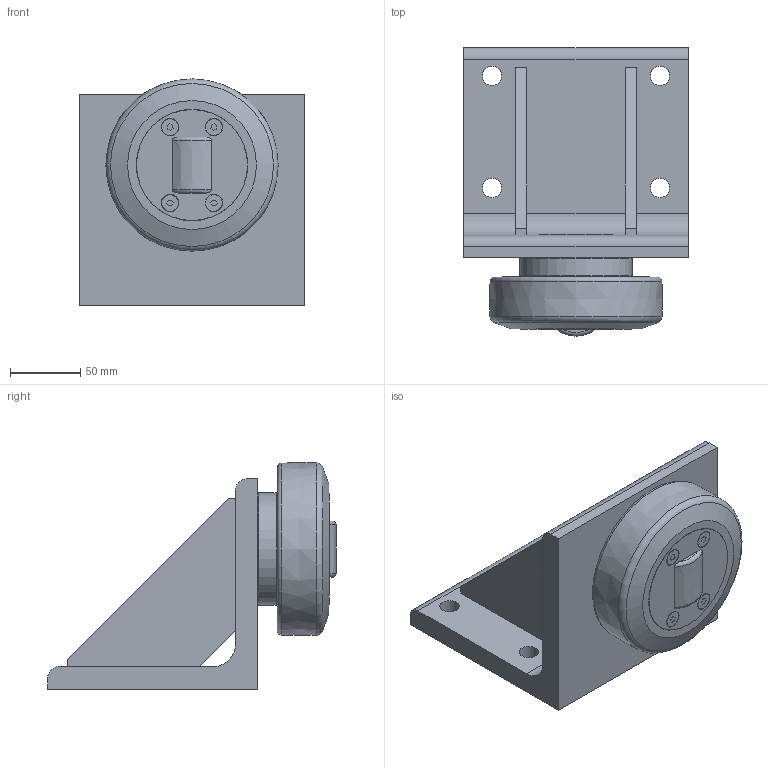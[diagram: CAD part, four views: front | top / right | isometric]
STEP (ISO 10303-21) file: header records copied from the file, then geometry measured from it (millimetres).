
FILE_DESCRIPTION(/* description */ ('-','CAx-IF Rec.Pracs.---Representation and Presentation of Product Manufacturing Information (PMI)---4.0---2014-10-13'),/* implementation_level */ '2;1');
FILE_NAME(/* name */ '92c1521b-8694-4206-b62d-10cc1c377cda.stp',/* time_stamp */ '2020-04-01T16:08:30+02:00',/* author */ ('-'),/* organization */ ('NTI CADcenter A/S'),/* preprocessor_version */ 'ST-DEVELOPER v18',/* originating_system */ 'Autodesk Inventor 2020',/* authorisation */ '-');
FILE_SCHEMA (('AP242_MANAGED_MODEL_BASED_3D_ENGINEERING_MIM_LF { 1 0 10303 442 1 1 4 }'));
Length unit declared in the file: millimetre
Products named in the file (1): HTR 120.0200 BW1200_Kontur
Bounding box: 160 x 206 x 161.5 mm (x, y, z)
Volume: 1337994 mm3; surface area: 164047.2 mm2
Topology: 1 solids, 1 shells, 89 faces, 237 edges, 163 vertices
Faces by surface type: plane 60, cylinder 14, cone 9, torus 4, bspline 2
Full cylindrical faces by diameter (mm): 4.917 x1, 12 x4, 13.835 x4, 80 x2
Entity records: 2938 total; most frequent: CARTESIAN_POINT 574, DIRECTION 485, ORIENTED_EDGE 474, EDGE_CURVE 237, AXIS2_PLACEMENT_3D 166, VERTEX_POINT 163, LINE 153, VECTOR 153
